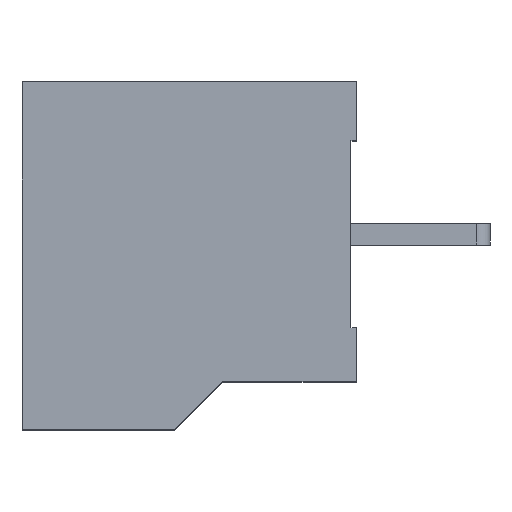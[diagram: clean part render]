
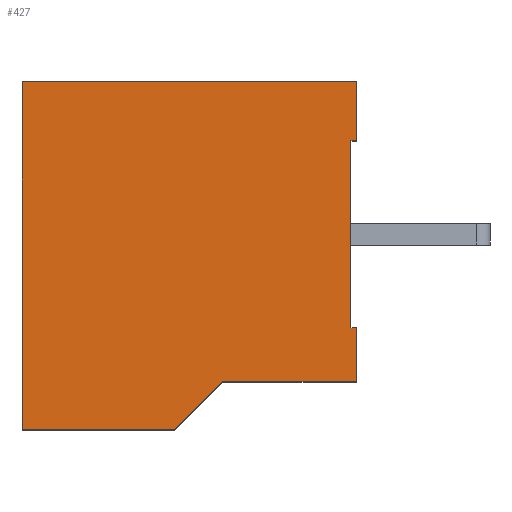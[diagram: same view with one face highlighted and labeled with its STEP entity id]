
A CAD part, top view. The second image highlights one B-rep face of the part: STEP entity #427.
In plain terms, the highlighted planar face has unit normal (0, 0, 1).
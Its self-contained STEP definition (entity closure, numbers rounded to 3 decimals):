
#427 = ADVANCED_FACE( '', ( #872 ), #873, .T. );
#872 = FACE_OUTER_BOUND( '', #1350, .T. );
#873 = PLANE( '', #1351 );
#1350 = EDGE_LOOP( '', ( #2428, #2429, #2430, #2431, #2432, #2433, #2434, #2435, #2436, #2437 ) );
#1351 = AXIS2_PLACEMENT_3D( '', #2438, #2439, #2440 );
#2428 = ORIENTED_EDGE( '', *, *, #3467, .F. );
#2429 = ORIENTED_EDGE( '', *, *, #3320, .F. );
#2430 = ORIENTED_EDGE( '', *, *, #3201, .T. );
#2431 = ORIENTED_EDGE( '', *, *, #3468, .F. );
#2432 = ORIENTED_EDGE( '', *, *, #3469, .F. );
#2433 = ORIENTED_EDGE( '', *, *, #3355, .T. );
#2434 = ORIENTED_EDGE( '', *, *, #3226, .F. );
#2435 = ORIENTED_EDGE( '', *, *, #3470, .F. );
#2436 = ORIENTED_EDGE( '', *, *, #3471, .T. );
#2437 = ORIENTED_EDGE( '', *, *, #3425, .F. );
#2438 = CARTESIAN_POINT( '', ( 12.003, -10.629, 0. ) );
#2439 = DIRECTION( '', ( 0., 0., 1. ) );
#2440 = DIRECTION( '', ( 1., 0., 0. ) );
#3201 = EDGE_CURVE( '', #3927, #3925, #3928, .T. );
#3226 = EDGE_CURVE( '', #3966, #3968, #3969, .T. );
#3320 = EDGE_CURVE( '', #3927, #4109, #4110, .T. );
#3355 = EDGE_CURVE( '', #4162, #3968, #4163, .T. );
#3425 = EDGE_CURVE( '', #4261, #4249, #4263, .T. );
#3467 = EDGE_CURVE( '', #4109, #4261, #4315, .T. );
#3468 = EDGE_CURVE( '', #4316, #3925, #4317, .T. );
#3469 = EDGE_CURVE( '', #4162, #4316, #4318, .T. );
#3470 = EDGE_CURVE( '', #4319, #3966, #4320, .T. );
#3471 = EDGE_CURVE( '', #4319, #4249, #4321, .T. );
#3925 = VERTEX_POINT( '', #4943 );
#3927 = VERTEX_POINT( '', #4946 );
#3928 = LINE( '', #4947, #4948 );
#3966 = VERTEX_POINT( '', #5001 );
#3968 = VERTEX_POINT( '', #5004 );
#3969 = LINE( '', #5005, #5006 );
#4109 = VERTEX_POINT( '', #5223 );
#4110 = LINE( '', #5224, #5225 );
#4162 = VERTEX_POINT( '', #5302 );
#4163 = LINE( '', #5303, #5304 );
#4249 = VERTEX_POINT( '', #5432 );
#4261 = VERTEX_POINT( '', #5451 );
#4263 = LINE( '', #5454, #5455 );
#4315 = LINE( '', #5537, #5538 );
#4316 = VERTEX_POINT( '', #5539 );
#4317 = LINE( '', #5540, #5541 );
#4318 = LINE( '', #5542, #5543 );
#4319 = VERTEX_POINT( '', #5544 );
#4320 = LINE( '', #5545, #5546 );
#4321 = LINE( '', #5547, #5548 );
#4943 = CARTESIAN_POINT( '', ( 12.5, -11.2, 0. ) );
#4946 = CARTESIAN_POINT( '', ( 7.5, -11.2, 0. ) );
#4947 = CARTESIAN_POINT( '', ( 10.298, -11.2, 0. ) );
#4948 = VECTOR( '', #5926, 1000. );
#5001 = CARTESIAN_POINT( '', ( 12.5, -2.2, 0. ) );
#5004 = CARTESIAN_POINT( '', ( 12.3, -2.2, 0. ) );
#5005 = CARTESIAN_POINT( '', ( 12.5, -2.2, 0. ) );
#5006 = VECTOR( '', #5949, 1000. );
#5223 = CARTESIAN_POINT( '', ( 5.7, -13., 0. ) );
#5224 = CARTESIAN_POINT( '', ( 7.5, -11.2, 0. ) );
#5225 = VECTOR( '', #6027, 1000. );
#5302 = CARTESIAN_POINT( '', ( 12.3, -9.2, 0. ) );
#5303 = CARTESIAN_POINT( '', ( 12.3, -12.3, 0. ) );
#5304 = VECTOR( '', #6053, 1000. );
#5432 = CARTESIAN_POINT( '', ( 0., 0., 0. ) );
#5451 = CARTESIAN_POINT( '', ( 0., -13., 0. ) );
#5454 = CARTESIAN_POINT( '', ( 0., -12.05, 0. ) );
#5455 = VECTOR( '', #6107, 1000. );
#5537 = CARTESIAN_POINT( '', ( 10.298, -13., 0. ) );
#5538 = VECTOR( '', #6138, 1000. );
#5539 = CARTESIAN_POINT( '', ( 12.5, -9.2, 0. ) );
#5540 = CARTESIAN_POINT( '', ( 12.5, -9.2, 0. ) );
#5541 = VECTOR( '', #6139, 1000. );
#5542 = CARTESIAN_POINT( '', ( 12.182, -9.2, 0. ) );
#5543 = VECTOR( '', #6140, 1000. );
#5544 = CARTESIAN_POINT( '', ( 12.5, 0., 0. ) );
#5545 = CARTESIAN_POINT( '', ( 12.5, 0., 0. ) );
#5546 = VECTOR( '', #6141, 1000. );
#5547 = CARTESIAN_POINT( '', ( 8.382, 0., 0. ) );
#5548 = VECTOR( '', #6142, 1000. );
#5926 = DIRECTION( '', ( 1., 0., 0. ) );
#5949 = DIRECTION( '', ( -1., 0., 0. ) );
#6027 = DIRECTION( '', ( -0.707, -0.707, 0. ) );
#6053 = DIRECTION( '', ( 0., 1., 0. ) );
#6107 = DIRECTION( '', ( 0., 1., 0. ) );
#6138 = DIRECTION( '', ( -1., 0., 0. ) );
#6139 = DIRECTION( '', ( 0., -1., 0. ) );
#6140 = DIRECTION( '', ( 1., 0., 0. ) );
#6141 = DIRECTION( '', ( 0., -1., 0. ) );
#6142 = DIRECTION( '', ( -1., 0., 0. ) );
